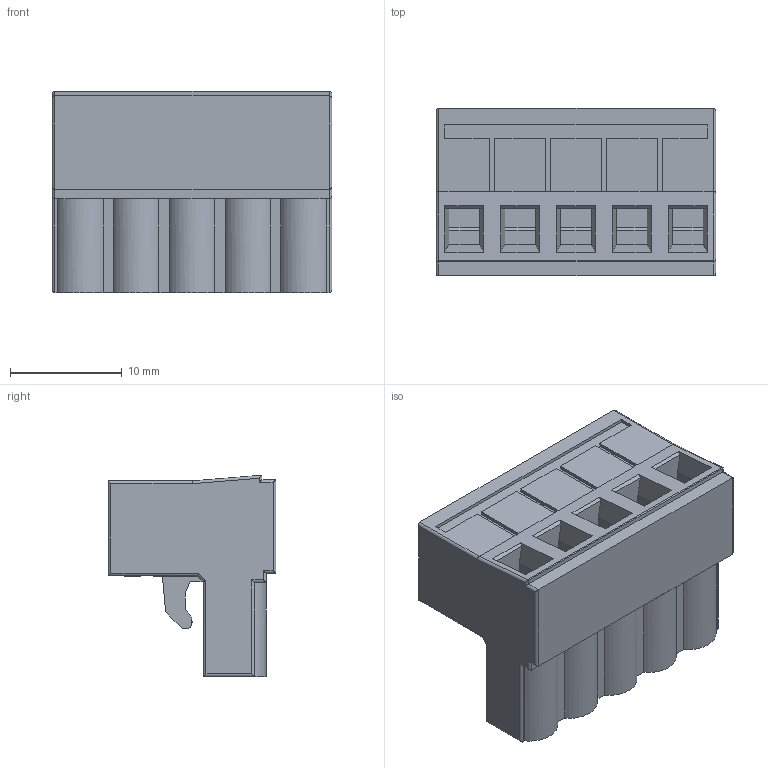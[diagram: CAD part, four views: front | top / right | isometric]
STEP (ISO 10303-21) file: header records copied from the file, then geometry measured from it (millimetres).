
FILE_DESCRIPTION (( 'STEP AP214' ), '1' );
FILE_NAME ('BX-RTB05.STEP', '2017-03-21T00:41:02', ( '' ), ( '' ), 'SwSTEP 2.0', 'SolidWorks 2016', '' );
FILE_SCHEMA (( 'AUTOMOTIVE_DESIGN' ));
Length unit declared in the file: millimetre
Products named in the file (1): BX-RTB05
Bounding box: 25 x 15 x 18 mm (x, y, z)
Volume: 3819.7 mm3; surface area: 3053.3 mm2
Topology: 1 solids, 1 shells, 290 faces, 727 edges, 465 vertices
Faces by surface type: plane 198, cylinder 82, cone 10
Entity records: 9128 total; most frequent: CARTESIAN_POINT 1573, ORIENTED_EDGE 1454, DIRECTION 1424, EDGE_CURVE 727, LINE 552, VECTOR 552, VERTEX_POINT 465, AXIS2_PLACEMENT_3D 436
